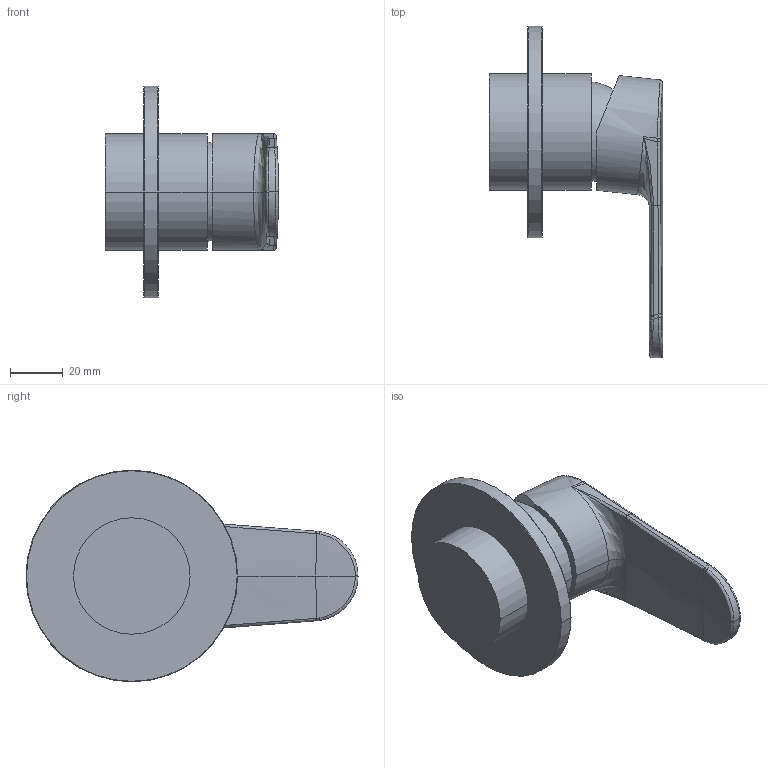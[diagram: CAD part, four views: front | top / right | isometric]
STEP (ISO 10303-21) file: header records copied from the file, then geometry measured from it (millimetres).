
FILE_DESCRIPTION((''),'2;1');
FILE_NAME('AVANT-03_ASM','2022-03-01T',('Administrator'),(''),'PRO/ENGINEER BY PARAMETRIC TECHNOLOGY CORPORATION, 2010330','PRO/ENGINEER BY PARAMETRIC TECHNOLOGY CORPORATION, 2010330','');
FILE_SCHEMA(('CONFIG_CONTROL_DESIGN'));
Length unit declared in the file: millimetre
Products named in the file (5): LIN044; BEMWAC-3; 95722; 84060343; AVANT-03_ASM
Assembly tree (4 placements, depth 2):
  AVANT-03_ASM
    LIN044
    BEMWAC-3
    95722
    84060343
Bounding box: 65.5 x 125.51 x 80 mm (x, y, z)
Volume: 141401.4 mm3; surface area: 33618.4 mm2
Topology: 4 solids, 4 shells, 65 faces, 140 edges, 83 vertices
Faces by surface type: bspline 40, plane 8, torus 8, cylinder 5, sphere 2, extrusion 2
Entity records: 4367 total; most frequent: CARTESIAN_POINT 3064, ORIENTED_EDGE 280, DIRECTION 198, EDGE_CURVE 140, AXIS2_PLACEMENT_3D 87, VERTEX_POINT 83, EDGE_LOOP 65, FACE_OUTER_BOUND 65
